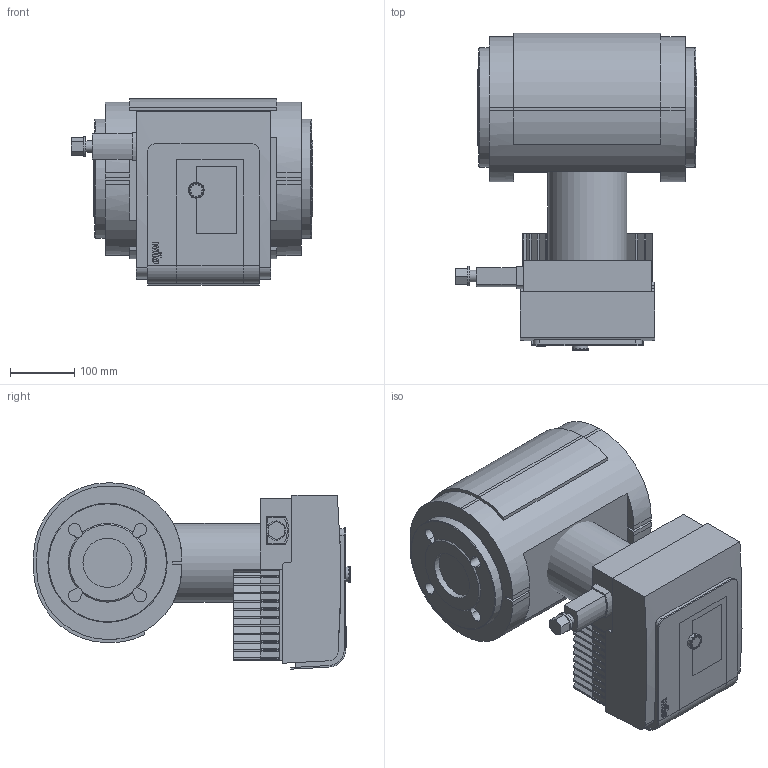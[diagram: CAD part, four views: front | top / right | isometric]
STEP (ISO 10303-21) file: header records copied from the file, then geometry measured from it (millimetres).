
FILE_DESCRIPTION(/* description */ (''),/* implementation_level */ '2;1');
FILE_NAME(/* name */ '3d_StratosMAXO65_0_5-16PN6_10-2164595.stp',/* time_stamp */ '2018-03-20T12:50:28+01:00',/* author */ ('Andrzej'),/* organization */ (''),/* preprocessor_version */ 'ST-DEVELOPER v16.13',/* originating_system */ 'AutoCAD Mechanical',/* authorisation */ '');
FILE_SCHEMA (('AUTOMOTIVE_DESIGN { 1 0 10303 214 3 1 1 }'));
Length unit declared in the file: millimetre
Products named in the file (1): Product
Bounding box: 375 x 492 x 289 mm (x, y, z)
Volume: 24831005.3 mm3; surface area: 1324150.4 mm2
Topology: 16 solids, 16 shells, 768 faces, 2031 edges, 1273 vertices
Faces by surface type: plane 436, cylinder 212, sphere 48, torus 40, bspline 24, cone 8
Full cylindrical faces by diameter (mm): 10 x4, 18 x1, 24 x1, 30 x1, 76.1 x3, 122 x1, 185 x2
Entity records: 23773 total; most frequent: CARTESIAN_POINT 4746, ORIENTED_EDGE 3960, DIRECTION 3923, EDGE_CURVE 1980, LINE 1347, VECTOR 1347, AXIS2_PLACEMENT_3D 1288, VERTEX_POINT 1271
